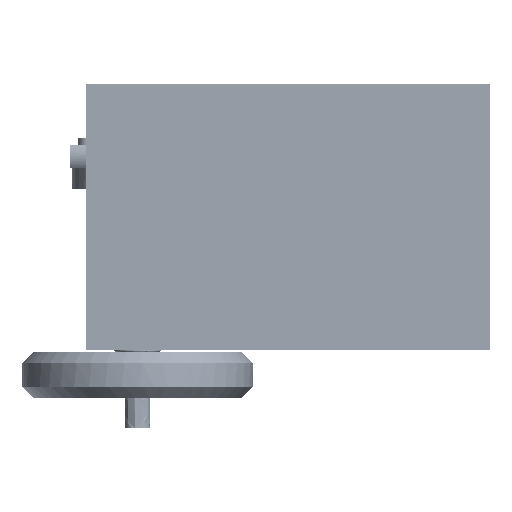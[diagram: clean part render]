
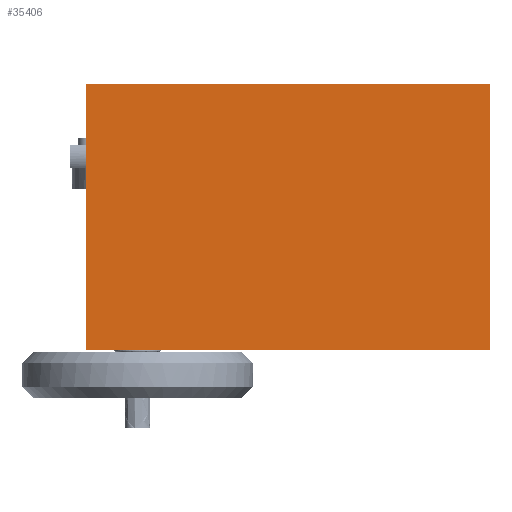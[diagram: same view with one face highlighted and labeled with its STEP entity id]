
A CAD part, front view. The second image highlights one B-rep face of the part: STEP entity #35406.
In plain terms, the highlighted free-form (B-spline) face has degree [1, 1] with [2, 2] control points.
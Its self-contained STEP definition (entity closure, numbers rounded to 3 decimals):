
#35406 = ADVANCED_FACE('',(#35407),#35437,.T.);
#35407 = FACE_BOUND('',#35408,.T.);
#35408 = EDGE_LOOP('',(#35409,#35418,#35425,#35432));
#35409 = ORIENTED_EDGE('',*,*,#35410,.T.);
#35410 = EDGE_CURVE('',#35411,#35413,#35415,.T.);
#35411 = VERTEX_POINT('',#35412);
#35412 = CARTESIAN_POINT('',(102.261,-34.215,
    -55.481));
#35413 = VERTEX_POINT('',#35414);
#35414 = CARTESIAN_POINT('',(102.261,-34.215,
    65.728));
#35415 = B_SPLINE_CURVE_WITH_KNOTS('',1,(#35416,#35417),.UNSPECIFIED.,
  .F.,.F.,(2,2),(0.,115.),.PIECEWISE_BEZIER_KNOTS.);
#35416 = CARTESIAN_POINT('',(102.261,-34.215,
    -55.481));
#35417 = CARTESIAN_POINT('',(102.261,-34.215,
    65.728));
#35418 = ORIENTED_EDGE('',*,*,#35419,.T.);
#35419 = EDGE_CURVE('',#35413,#35420,#35422,.T.);
#35420 = VERTEX_POINT('',#35421);
#35421 = CARTESIAN_POINT('',(-82.188,-34.215,
    65.728));
#35422 = B_SPLINE_CURVE_WITH_KNOTS('',1,(#35423,#35424),.UNSPECIFIED.,
  .F.,.F.,(2,2),(0.,175.),.PIECEWISE_BEZIER_KNOTS.);
#35423 = CARTESIAN_POINT('',(102.261,-34.215,
    65.728));
#35424 = CARTESIAN_POINT('',(-82.188,-34.215,
    65.728));
#35425 = ORIENTED_EDGE('',*,*,#35426,.T.);
#35426 = EDGE_CURVE('',#35420,#35427,#35429,.T.);
#35427 = VERTEX_POINT('',#35428);
#35428 = CARTESIAN_POINT('',(-82.188,-34.215,
    -55.481));
#35429 = B_SPLINE_CURVE_WITH_KNOTS('',1,(#35430,#35431),.UNSPECIFIED.,
  .F.,.F.,(2,2),(0.,115.),.PIECEWISE_BEZIER_KNOTS.);
#35430 = CARTESIAN_POINT('',(-82.188,-34.215,
    65.728));
#35431 = CARTESIAN_POINT('',(-82.188,-34.215,
    -55.481));
#35432 = ORIENTED_EDGE('',*,*,#35433,.T.);
#35433 = EDGE_CURVE('',#35427,#35411,#35434,.T.);
#35434 = B_SPLINE_CURVE_WITH_KNOTS('',1,(#35435,#35436),.UNSPECIFIED.,
  .F.,.F.,(2,2),(0.,175.),.PIECEWISE_BEZIER_KNOTS.);
#35435 = CARTESIAN_POINT('',(-82.188,-34.215,
    -55.481));
#35436 = CARTESIAN_POINT('',(102.261,-34.215,
    -55.481));
#35437 = B_SPLINE_SURFACE_WITH_KNOTS('',1,1,(
    (#35438,#35439)
    ,(#35440,#35441
    )),.UNSPECIFIED.,.F.,.F.,.F.,(2,2),(2,2),(0.,1.),(0.,1.),
  .PIECEWISE_BEZIER_KNOTS.);
#35438 = CARTESIAN_POINT('',(-82.188,-34.215,
    65.728));
#35439 = CARTESIAN_POINT('',(102.261,-34.215,
    65.728));
#35440 = CARTESIAN_POINT('',(-82.188,-34.215,
    -55.481));
#35441 = CARTESIAN_POINT('',(102.261,-34.215,
    -55.481));
